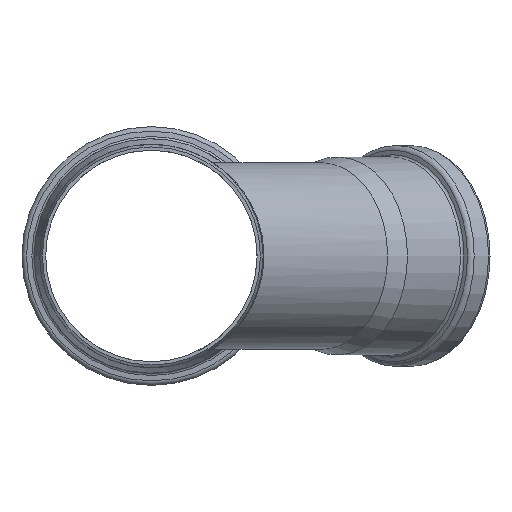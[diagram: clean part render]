
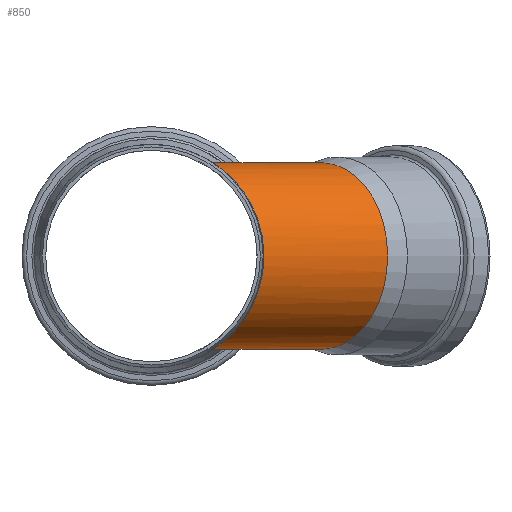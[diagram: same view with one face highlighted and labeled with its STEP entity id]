
A CAD part, front view. The second image highlights one B-rep face of the part: STEP entity #850.
In plain terms, the highlighted cylindrical face has radius 37.6 mm (diameter 75.2 mm), a partial arc.
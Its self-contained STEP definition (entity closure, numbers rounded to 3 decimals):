
#111=CIRCLE('',#920,37.6);
#185=FACE_OUTER_BOUND('',#254,.T.);
#254=EDGE_LOOP('',(#674,#675));
#404=B_SPLINE_CURVE_WITH_KNOTS('',3,(#1913,#1914,#1915,#1916,#1917,#1918,
#1919,#1920,#1921,#1922,#1923,#1924,#1925,#1926,#1927,#1928,#1929,#1930,
#1931,#1932,#1933,#1934,#1935,#1936,#1937,#1938,#1939,#1940,#1941,#1942),
 .UNSPECIFIED.,.F.,.F.,(4,1,1,1,1,1,1,1,1,1,1,1,1,1,1,1,1,1,1,1,1,1,1,1,
1,1,1,4),(0.38,1.244,2.256,4.282,
5.632,6.982,7.657,8.332,9.007,
9.682,10.357,11.032,12.382,13.732,
15.082,16.432,17.783,18.458,19.133,
19.808,20.483,20.989,21.495,22.508,
24.533,26.558,27.571,28.435),
 .UNSPECIFIED.);
#448=VERTEX_POINT('',#1905);
#449=VERTEX_POINT('',#1912);
#543=EDGE_CURVE('',#448,#449,#404,.T.);
#549=EDGE_CURVE('',#448,#449,#111,.T.);
#674=ORIENTED_EDGE('',*,*,#543,.F.);
#675=ORIENTED_EDGE('',*,*,#549,.T.);
#822=CYLINDRICAL_SURFACE('',#921,37.6);
#850=ADVANCED_FACE('',(#185),#822,.T.);
#920=AXIS2_PLACEMENT_3D('',#2026,#1059,#1060);
#921=AXIS2_PLACEMENT_3D('',#2031,#1061,#1062);
#1059=DIRECTION('center_axis',(-0.707,-0.707,0.));
#1060=DIRECTION('ref_axis',(0.707,-0.707,0.));
#1061=DIRECTION('center_axis',(-0.707,-0.707,0.));
#1062=DIRECTION('ref_axis',(0.707,-0.707,0.));
#1905=CARTESIAN_POINT('',(44.269,158.806,-14.541));
#1912=CARTESIAN_POINT('',(44.269,158.806,14.541));
#1913=CARTESIAN_POINT('Ctrl Pts',(44.269,158.806,-14.541));
#1914=CARTESIAN_POINT('Ctrl Pts',(43.555,156.916,-16.53));
#1915=CARTESIAN_POINT('Ctrl Pts',(41.836,152.331,-20.343));
#1916=CARTESIAN_POINT('Ctrl Pts',(37.958,141.729,-26.599));
#1917=CARTESIAN_POINT('Ctrl Pts',(33.451,128.782,-31.517));
#1918=CARTESIAN_POINT('Ctrl Pts',(29.045,114.22,-35.164));
#1919=CARTESIAN_POINT('Ctrl Pts',(26.486,103.462,-36.872));
#1920=CARTESIAN_POINT('Ctrl Pts',(25.284,94.65,-37.584));
#1921=CARTESIAN_POINT('Ctrl Pts',(25.075,87.969,-37.66));
#1922=CARTESIAN_POINT('Ctrl Pts',(25.904,81.365,-37.07));
#1923=CARTESIAN_POINT('Ctrl Pts',(28.083,75.26,-35.488));
#1924=CARTESIAN_POINT('Ctrl Pts',(31.31,70.147,-32.752));
#1925=CARTESIAN_POINT('Ctrl Pts',(36.132,64.756,-27.71));
#1926=CARTESIAN_POINT('Ctrl Pts',(41.732,60.25,-19.204));
#1927=CARTESIAN_POINT('Ctrl Pts',(45.548,57.608,-6.682));
#1928=CARTESIAN_POINT('Ctrl Pts',(45.551,57.608,6.683));
#1929=CARTESIAN_POINT('Ctrl Pts',(41.729,60.249,19.203));
#1930=CARTESIAN_POINT('Ctrl Pts',(36.131,64.755,27.711));
#1931=CARTESIAN_POINT('Ctrl Pts',(31.311,70.147,32.752));
#1932=CARTESIAN_POINT('Ctrl Pts',(28.08,75.26,35.488));
#1933=CARTESIAN_POINT('Ctrl Pts',(25.906,81.365,37.069));
#1934=CARTESIAN_POINT('Ctrl Pts',(25.143,87.418,37.611));
#1935=CARTESIAN_POINT('Ctrl Pts',(25.212,92.978,37.615));
#1936=CARTESIAN_POINT('Ctrl Pts',(25.87,99.62,37.244));
#1937=CARTESIAN_POINT('Ctrl Pts',(28.105,111.055,35.84));
#1938=CARTESIAN_POINT('Ctrl Pts',(32.772,126.79,32.266));
#1939=CARTESIAN_POINT('Ctrl Pts',(37.953,141.729,26.601));
#1940=CARTESIAN_POINT('Ctrl Pts',(41.838,152.331,20.342));
#1941=CARTESIAN_POINT('Ctrl Pts',(43.556,156.916,16.53));
#1942=CARTESIAN_POINT('Ctrl Pts',(44.269,158.806,14.541));
#2026=CARTESIAN_POINT('Origin',(68.787,134.287,0.));
#2031=CARTESIAN_POINT('Origin',(68.748,134.248,0.));
